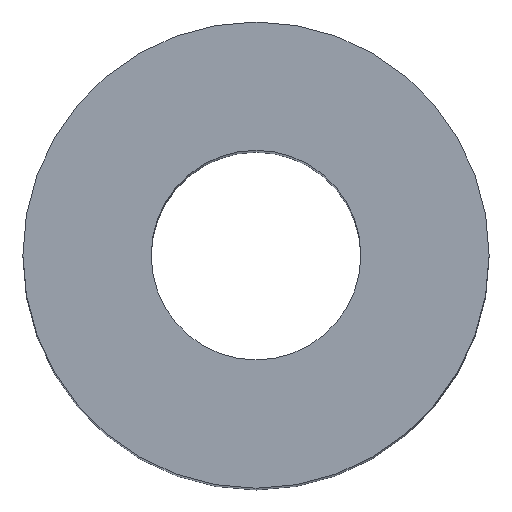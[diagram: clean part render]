
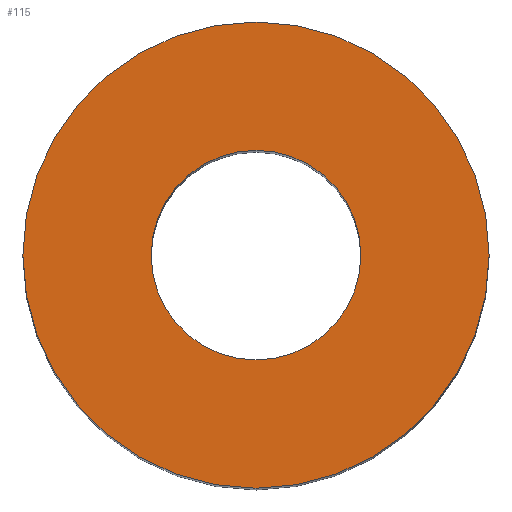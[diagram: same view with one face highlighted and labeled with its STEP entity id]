
A CAD part, top view. The second image highlights one B-rep face of the part: STEP entity #115.
In plain terms, the highlighted planar face has unit normal (0, 0, 1).
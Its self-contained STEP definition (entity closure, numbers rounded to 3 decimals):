
#96 = VERTEX_POINT('',#97);
#97 = CARTESIAN_POINT('',(2.78,0.,12.));
#103 = EDGE_CURVE('',#96,#96,#104,.T.);
#104 = CIRCLE('',#105,2.78);
#105 = AXIS2_PLACEMENT_3D('',#106,#107,#108);
#106 = CARTESIAN_POINT('',(0.,0.,12.));
#107 = DIRECTION('',(0.,0.,-1.));
#108 = DIRECTION('',(1.,0.,0.));
#115 = ADVANCED_FACE('',(#116,#119),#130,.F.);
#116 = FACE_BOUND('',#117,.F.);
#117 = EDGE_LOOP('',(#118));
#118 = ORIENTED_EDGE('',*,*,#103,.T.);
#119 = FACE_BOUND('',#120,.F.);
#120 = EDGE_LOOP('',(#121));
#121 = ORIENTED_EDGE('',*,*,#122,.F.);
#122 = EDGE_CURVE('',#123,#123,#125,.T.);
#123 = VERTEX_POINT('',#124);
#124 = CARTESIAN_POINT('',(1.25,0.,12.));
#125 = CIRCLE('',#126,1.25);
#126 = AXIS2_PLACEMENT_3D('',#127,#128,#129);
#127 = CARTESIAN_POINT('',(0.,0.,12.));
#128 = DIRECTION('',(0.,0.,-1.));
#129 = DIRECTION('',(1.,0.,0.));
#130 = PLANE('',#131);
#131 = AXIS2_PLACEMENT_3D('',#132,#133,#134);
#132 = CARTESIAN_POINT('',(0.,0.,12.));
#133 = DIRECTION('',(0.,0.,-1.));
#134 = DIRECTION('',(1.,0.,0.));
